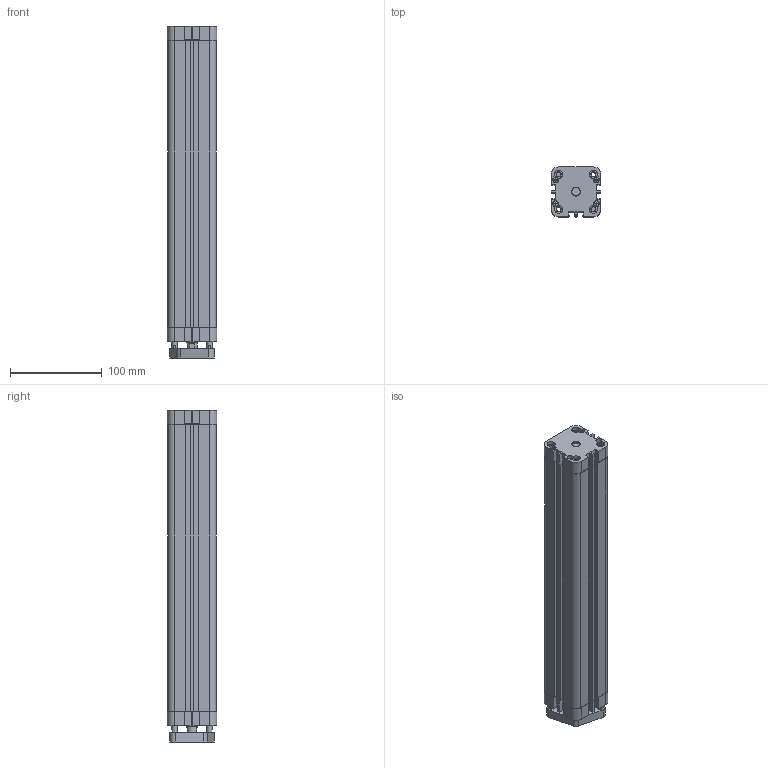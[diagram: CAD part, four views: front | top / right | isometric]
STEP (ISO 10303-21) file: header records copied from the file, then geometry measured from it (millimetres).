
FILE_DESCRIPTION(/* description */ (''),/* implementation_level */ '2;1');
FILE_NAME(/* name */ 'nada_40-300.stp',/* time_stamp */ '2017-08-22T09:56:46+02:00',/* author */ ('leitheußer'),/* organization */ (''),/* preprocessor_version */ 'ST-DEVELOPER v15.6',/* originating_system */ 'Autodesk Inventor LT ',/* authorisation */ '');
FILE_SCHEMA (('AUTOMOTIVE_DESIGN { 1 0 10303 214 3 1 1 }'));
Length unit declared in the file: millimetre
Products named in the file (1): CDEM040_300_KNR
Bounding box: 54 x 54 x 362 mm (x, y, z)
Volume: 413262.9 mm3; surface area: 273702.2 mm2
Topology: 27 solids, 27 shells, 809 faces, 2029 edges, 1318 vertices
Faces by surface type: plane 440, cylinder 251, cone 91, torus 19, bspline 8
Full cylindrical faces by diameter (mm): 2.5 x2, 2.8 x4, 3 x8, 3.242 x2, 3.7 x8, 4 x2, 4.134 x2, 4.5 x2, 4.917 x6, 5 x2, 6 x12, 6.2 x2, 6.3 x8, 6.647 x2, 7 x2, 7.5 x2, 8 x7, 8.5 x1, 8.566 x2, 9 x1, 11.5 x1, 11.9 x1, 12 x4, 12.302 x1, 13 x1, 13.7 x1, 13.884 x1, 14 x2, 14.952 x1, 16.5 x2
Entity records: 23692 total; most frequent: CARTESIAN_POINT 4758, DIRECTION 4050, ORIENTED_EDGE 3574, EDGE_CURVE 1787, AXIS2_PLACEMENT_3D 1585, VERTEX_POINT 1279, EDGE_LOOP 1146, LINE 880
